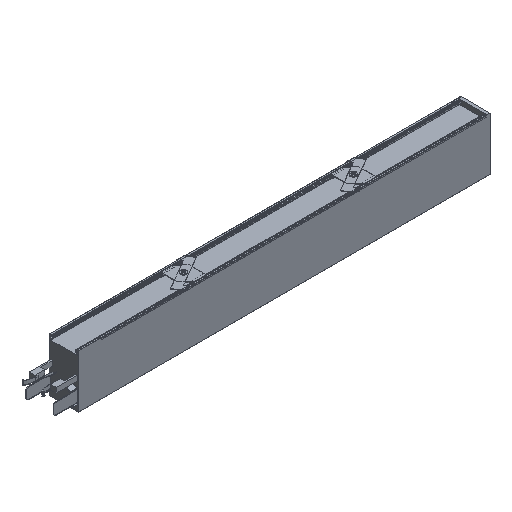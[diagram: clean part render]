
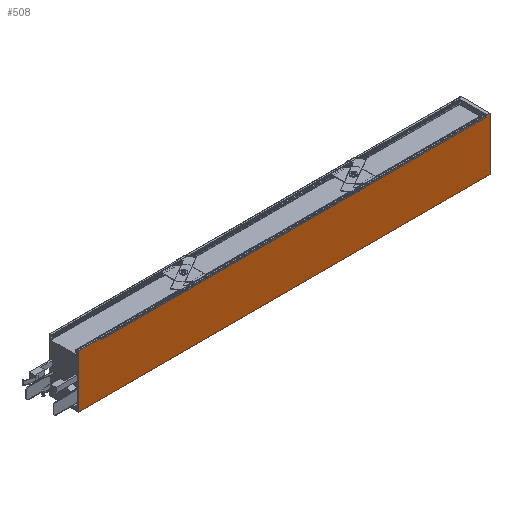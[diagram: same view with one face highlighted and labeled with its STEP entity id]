
A CAD part, isometric view. The second image highlights one B-rep face of the part: STEP entity #508.
In plain terms, the highlighted planar face has unit normal (0, -1, 0).
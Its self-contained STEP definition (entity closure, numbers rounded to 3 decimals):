
#198=FACE_OUTER_BOUND('',#2409,.T.);
#508=ADVANCED_FACE('DUAL S PROFIL',(#198),#832,.F.);
#832=PLANE('',#6238);
#1068=LINE('',#8513,#1724);
#1123=LINE('',#8647,#1779);
#1124=LINE('',#8649,#1780);
#1125=LINE('',#8651,#1781);
#1724=VECTOR('',#6788,1.);
#1779=VECTOR('',#6881,1.);
#1780=VECTOR('',#6882,1.);
#1781=VECTOR('',#6883,1.);
#2409=EDGE_LOOP('',(#2864,#2865,#2866,#2867));
#2864=ORIENTED_EDGE('',*,*,#5155,.F.);
#2865=ORIENTED_EDGE('',*,*,#5222,.F.);
#2866=ORIENTED_EDGE('',*,*,#5223,.F.);
#2867=ORIENTED_EDGE('',*,*,#5224,.T.);
#4577=VERTEX_POINT('',#8512);
#4578=VERTEX_POINT('',#8514);
#4638=VERTEX_POINT('',#8648);
#4639=VERTEX_POINT('',#8650);
#5155=EDGE_CURVE('',#4577,#4578,#1068,.T.);
#5222=EDGE_CURVE('LINE',#4638,#4577,#1123,.T.);
#5223=EDGE_CURVE('',#4639,#4638,#1124,.T.);
#5224=EDGE_CURVE('LINE',#4639,#4578,#1125,.T.);
#6238=AXIS2_PLACEMENT_3D('',#8652,#6884,#6885);
#6788=DIRECTION('',(0.,0.,1.));
#6881=DIRECTION('',(-1.,0.,0.));
#6882=DIRECTION('',(0.,0.,-1.));
#6883=DIRECTION('',(-1.,0.,0.));
#6884=DIRECTION('',(0.,1.,0.));
#6885=DIRECTION('',(0.,0.,1.));
#8512=CARTESIAN_POINT('',(-421.,-30.,-109.666));
#8513=CARTESIAN_POINT('',(-421.,-30.,-0.266));
#8514=CARTESIAN_POINT('',(-421.,-30.,-0.266));
#8647=CARTESIAN_POINT('',(-16.,-30.,-109.666));
#8648=CARTESIAN_POINT('',(427.,-30.,-109.666));
#8649=CARTESIAN_POINT('',(427.,-30.,-0.266));
#8650=CARTESIAN_POINT('',(427.,-30.,-0.266));
#8651=CARTESIAN_POINT('',(-16.,-30.,-0.266));
#8652=CARTESIAN_POINT('',(-16.,-30.,-0.266));
